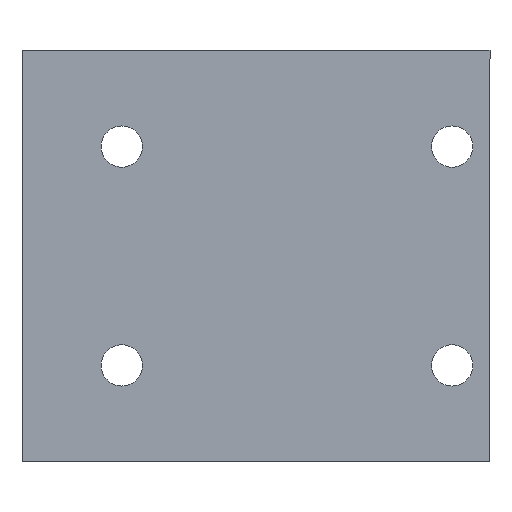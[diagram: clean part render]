
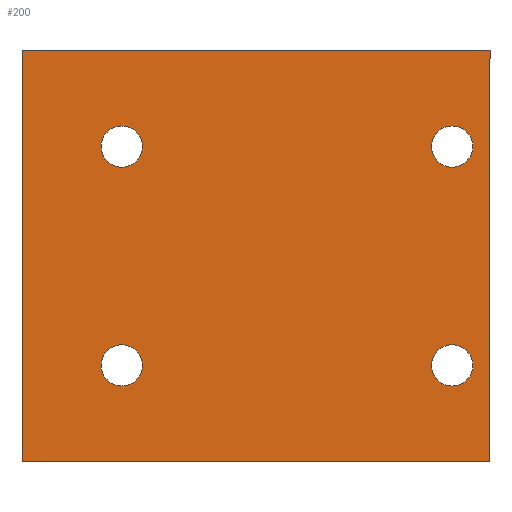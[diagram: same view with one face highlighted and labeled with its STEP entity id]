
A CAD part, left-side view. The second image highlights one B-rep face of the part: STEP entity #200.
In plain terms, the highlighted planar face has unit normal (-1, 0, 0).
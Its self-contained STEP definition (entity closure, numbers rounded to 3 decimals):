
#18=FACE_BOUND('',#51,.T.);
#19=FACE_BOUND('',#52,.T.);
#20=FACE_BOUND('',#53,.T.);
#21=FACE_BOUND('',#54,.T.);
#30=PLANE('',#241);
#40=FACE_OUTER_BOUND('',#50,.T.);
#50=EDGE_LOOP('',(#172,#173,#174,#175));
#51=EDGE_LOOP('',(#176));
#52=EDGE_LOOP('',(#177));
#53=EDGE_LOOP('',(#178));
#54=EDGE_LOOP('',(#179));
#64=LINE('',#325,#80);
#70=LINE('',#336,#86);
#72=LINE('',#341,#88);
#75=LINE('',#345,#91);
#80=VECTOR('',#275,10.);
#86=VECTOR('',#283,10.);
#88=VECTOR('',#287,10.);
#91=VECTOR('',#292,10.);
#92=CIRCLE('',#226,1.5);
#94=CIRCLE('',#229,1.5);
#96=CIRCLE('',#232,1.5);
#98=CIRCLE('',#235,1.5);
#100=VERTEX_POINT('',#299);
#102=VERTEX_POINT('',#305);
#104=VERTEX_POINT('',#311);
#106=VERTEX_POINT('',#317);
#108=VERTEX_POINT('',#323);
#109=VERTEX_POINT('',#324);
#113=VERTEX_POINT('',#334);
#115=VERTEX_POINT('',#340);
#116=EDGE_CURVE('',#100,#100,#92,.T.);
#119=EDGE_CURVE('',#102,#102,#94,.T.);
#122=EDGE_CURVE('',#104,#104,#96,.T.);
#125=EDGE_CURVE('',#106,#106,#98,.T.);
#128=EDGE_CURVE('',#108,#109,#64,.T.);
#134=EDGE_CURVE('',#109,#113,#70,.T.);
#136=EDGE_CURVE('',#115,#108,#72,.T.);
#139=EDGE_CURVE('',#113,#115,#75,.T.);
#172=ORIENTED_EDGE('',*,*,#139,.T.);
#173=ORIENTED_EDGE('',*,*,#136,.T.);
#174=ORIENTED_EDGE('',*,*,#128,.T.);
#175=ORIENTED_EDGE('',*,*,#134,.T.);
#176=ORIENTED_EDGE('',*,*,#116,.T.);
#177=ORIENTED_EDGE('',*,*,#119,.T.);
#178=ORIENTED_EDGE('',*,*,#122,.T.);
#179=ORIENTED_EDGE('',*,*,#125,.T.);
#200=ADVANCED_FACE('',(#40,#18,#19,#20,#21),#30,.T.);
#226=AXIS2_PLACEMENT_3D('',#300,#247,#248);
#229=AXIS2_PLACEMENT_3D('',#306,#254,#255);
#232=AXIS2_PLACEMENT_3D('',#312,#261,#262);
#235=AXIS2_PLACEMENT_3D('',#318,#268,#269);
#241=AXIS2_PLACEMENT_3D('',#346,#293,#294);
#247=DIRECTION('center_axis',(1.,0.,0.));
#248=DIRECTION('ref_axis',(0.,0.,1.));
#254=DIRECTION('center_axis',(1.,0.,0.));
#255=DIRECTION('ref_axis',(0.,0.,1.));
#261=DIRECTION('center_axis',(1.,0.,0.));
#262=DIRECTION('ref_axis',(0.,0.,1.));
#268=DIRECTION('center_axis',(1.,0.,0.));
#269=DIRECTION('ref_axis',(0.,0.,1.));
#275=DIRECTION('',(0.,0.,1.));
#283=DIRECTION('',(0.,1.,0.));
#287=DIRECTION('',(0.,-1.,0.));
#292=DIRECTION('',(0.,0.,-1.));
#293=DIRECTION('center_axis',(-1.,0.,0.));
#294=DIRECTION('ref_axis',(0.,0.,1.));
#299=CARTESIAN_POINT('',(-27.908,37.44,34.946));
#300=CARTESIAN_POINT('Origin',(-27.908,37.44,36.446));
#305=CARTESIAN_POINT('',(-27.908,61.44,34.946));
#306=CARTESIAN_POINT('Origin',(-27.908,61.44,36.446));
#311=CARTESIAN_POINT('',(-27.908,37.44,19.046));
#312=CARTESIAN_POINT('Origin',(-27.908,37.44,20.546));
#317=CARTESIAN_POINT('',(-27.908,61.44,19.046));
#318=CARTESIAN_POINT('Origin',(-27.908,61.44,20.546));
#323=CARTESIAN_POINT('',(-27.908,34.69,13.546));
#324=CARTESIAN_POINT('',(-27.908,34.69,43.446));
#325=CARTESIAN_POINT('',(-27.908,34.69,13.546));
#334=CARTESIAN_POINT('',(-27.908,68.69,43.446));
#336=CARTESIAN_POINT('',(-27.908,34.69,43.446));
#340=CARTESIAN_POINT('',(-27.908,68.69,13.546));
#341=CARTESIAN_POINT('',(-27.908,68.69,13.546));
#345=CARTESIAN_POINT('',(-27.908,68.69,43.446));
#346=CARTESIAN_POINT('Origin',(-27.908,58.69,28.496));
